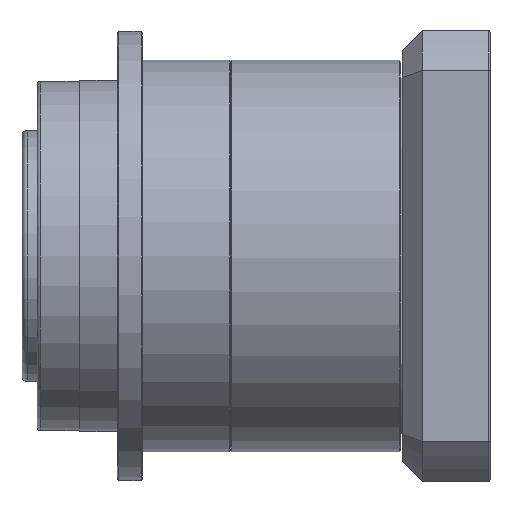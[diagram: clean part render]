
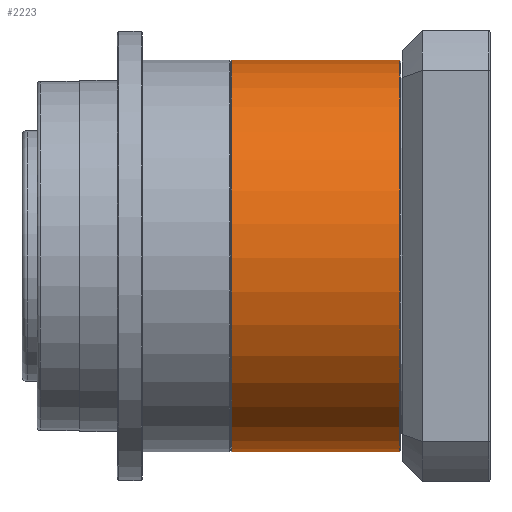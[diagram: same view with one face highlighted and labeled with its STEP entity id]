
A CAD part, front view. The second image highlights one B-rep face of the part: STEP entity #2223.
In plain terms, the highlighted cylindrical face has radius 78 mm (diameter 156 mm), a full revolution.
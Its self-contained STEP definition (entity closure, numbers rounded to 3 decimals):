
#1564=CARTESIAN_POINT('',(0.5,0.824,-77.996));
#1565=VERTEX_POINT('',#1564);
#1566=CARTESIAN_POINT('',(0.5,0.,0.));
#1567=DIRECTION('',(1.0,0.0,0.0));
#1568=DIRECTION('',(0.0,0.011,-1.));
#1569=AXIS2_PLACEMENT_3D('',#1566,#1567,#1568);
#1570=CIRCLE('',#1569,78.);
#1571=EDGE_CURVE('',#1565,#1565,#1570,.T.);
#1592=CARTESIAN_POINT('',(67.5,-0.824,77.996));
#1593=VERTEX_POINT('',#1592);
#1594=CARTESIAN_POINT('',(67.5,0.,0.));
#1595=DIRECTION('',(-1.0,0.0,0.0));
#1596=DIRECTION('',(0.0,-0.011,1.));
#1597=AXIS2_PLACEMENT_3D('',#1594,#1595,#1596);
#1598=CIRCLE('',#1597,78.);
#1599=EDGE_CURVE('',#1593,#1593,#1598,.T.);
#2212=CARTESIAN_POINT('',(0.,0.,0.));
#2213=DIRECTION('',(-1.0,0.0,0.0));
#2214=DIRECTION('',(0.0,-0.011,1.));
#2215=AXIS2_PLACEMENT_3D('',#2212,#2213,#2214);
#2216=CYLINDRICAL_SURFACE('',#2215,78.);
#2217=ORIENTED_EDGE('',*,*,#1599,.T.);
#2218=EDGE_LOOP('',(#2217));
#2219=FACE_OUTER_BOUND('',#2218,.T.);
#2220=ORIENTED_EDGE('',*,*,#1571,.T.);
#2221=EDGE_LOOP('',(#2220));
#2222=FACE_BOUND('',#2221,.T.);
#2223=ADVANCED_FACE('',(#2219,#2222),#2216,.T.);
